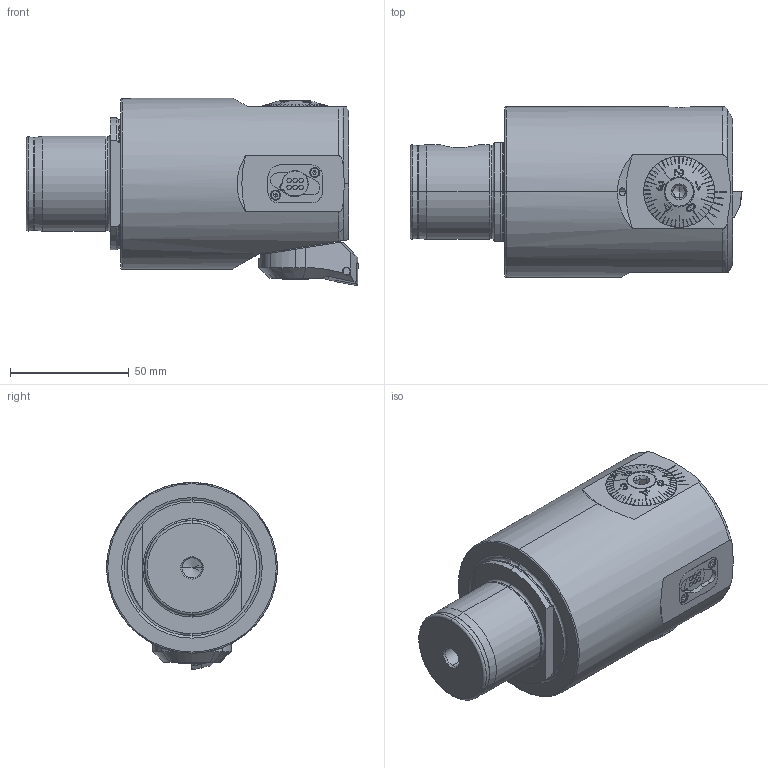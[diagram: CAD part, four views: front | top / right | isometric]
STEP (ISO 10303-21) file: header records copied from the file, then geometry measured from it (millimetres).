
FILE_DESCRIPTION (( 'STEP AP203' ), '1' );
FILE_NAME ('251.720.100.STEP', '2018-02-23T13:01:06', ( 'SWIAdmin' ), ( 'Hewlett-Packard Company' ), 'SwSTEP 2.0', 'SolidWorks 2017', '' );
FILE_SCHEMA (( 'CONFIG_CONTROL_DESIGN' ));
Length unit declared in the file: millimetre
Products named in the file (27): F72-BG1.DA1.030_B; DIN 3771 - 13x1; Fxx-MAB.xxx.xxx_A_F72; F55-BG1.012.012_A; Fxx-BG7.DA2.0xx_F72; F72-BG1.DA2.030_Standard min; F72-BG1.DA3.030; F55-WCB.001.013_D_fertigbearbeitet; A55-BG3.011.033_A_gek〉zt; A55-BG2.013.005_C; CCMT09T304; Klebstoff D10; A55-BG2.012.006_B; F55-WCB.001.013; Fxx-BG7.DA1.0xx_A_F72; A55-BG2.011.016_D; MB7-F72.DA1.100_A; F55-ER1.101.016_A; PEF-DA1.011.017_A; F72-BG2.014.020_B; ISO 4026 - M10 x 16; 251.720.100; PEF-DA1.010.032_A; F72-BG2.015.020_B; WCB-ER2.001.009_A; ISO 4762 - M2 x 6; DIN 3771 - 25x1.5
Assembly tree (28 placements, depth 4):
  251.720.100
    MB7-F72.DA1.100_A
    ISO 4026 - M10 x 16
    WCB-ER2.001.009_A
    F72-BG1.DA2.030_Standard min
      F72-BG1.DA3.030
        F72-BG1.DA1.030_B
        F55-BG1.012.012_A
      A55-BG2.013.005_C
      A55-BG2.012.006_B
      F72-BG2.015.020_B
        A55-BG2.011.016_D
        F72-BG2.014.020_B
      DIN 3771 - 25x1.5
      Fxx-MAB.xxx.xxx_A_F72
    A55-BG3.011.033_A_gek〉zt
    Klebstoff D10
    Fxx-BG7.DA2.0xx_F72
      Fxx-BG7.DA1.0xx_A_F72
      PEF-DA1.011.017_A
      PEF-DA1.010.032_A
      ISO 4762 - M2 x 6  x2
      DIN 3771 - 13x1
    F55-WCB.001.013
      F55-WCB.001.013_D_fertigbearbeitet
      CCMT09T304
      WCB-ER2.001.009_A
    F55-ER1.101.016_A
Bounding box: 140 x 72 x 78.88 mm (x, y, z)
Volume: 422673.2 mm3; surface area: 71654.8 mm2
Topology: 25 solids, 25 shells, 1099 faces, 2793 edges, 1752 vertices
Faces by surface type: plane 454, cylinder 260, cone 234, torus 100, bspline 47, sphere 4
Entity records: 37683 total; most frequent: CARTESIAN_POINT 10576, ORIENTED_EDGE 5230, DIRECTION 4861, EDGE_CURVE 2615, AXIS2_PLACEMENT_3D 1895, VERTEX_POINT 1659, EDGE_LOOP 1106, LINE 1071
